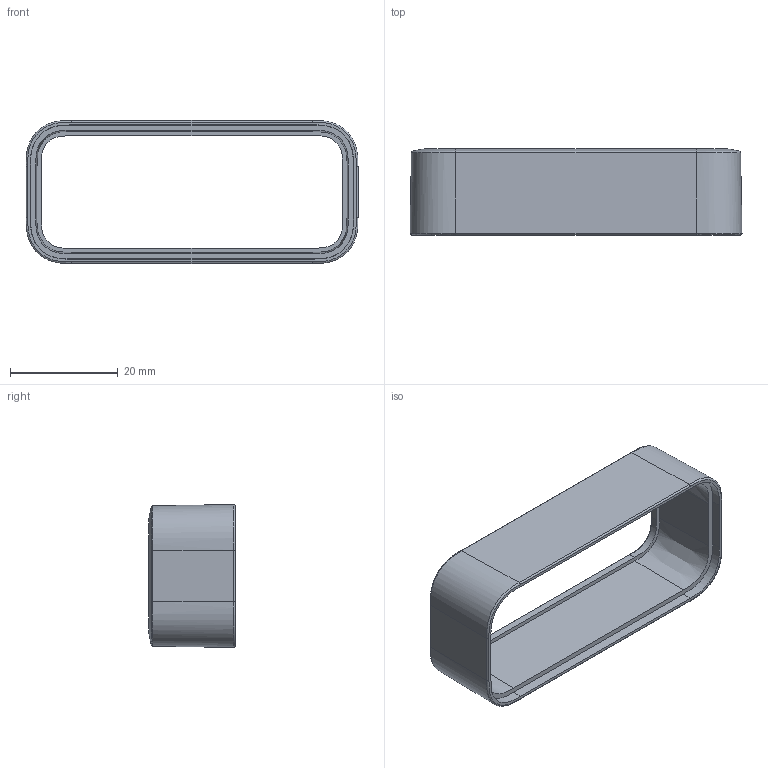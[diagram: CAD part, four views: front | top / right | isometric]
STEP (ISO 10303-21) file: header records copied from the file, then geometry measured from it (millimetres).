
FILE_DESCRIPTION (( 'STEP AP214' ), '1' );
FILE_NAME ('MSFT_FRAME_004_V1.STEP', '2018-03-20T22:15:10', ( '' ), ( '' ), 'SwSTEP 2.0', 'SolidWorks 2016', '' );
FILE_SCHEMA (( 'AUTOMOTIVE_DESIGN' ));
Length unit declared in the file: inch
Products named in the file (1): MSFT_FRAME_004_V1
Bounding box: 61.49 x 15.96 x 26.49 mm (x, y, z)
Volume: 4278.8 mm3; surface area: 5700.9 mm2
Topology: 1 solids, 1 shells, 69 faces, 158 edges, 92 vertices
Faces by surface type: bspline 32, plane 23, cylinder 14
Entity records: 4979 total; most frequent: CARTESIAN_POINT 3643, ORIENTED_EDGE 316, DIRECTION 174, EDGE_CURVE 158, VERTEX_POINT 92, LINE 74, VECTOR 74, B_SPLINE_CURVE_WITH_KNOTS 72
